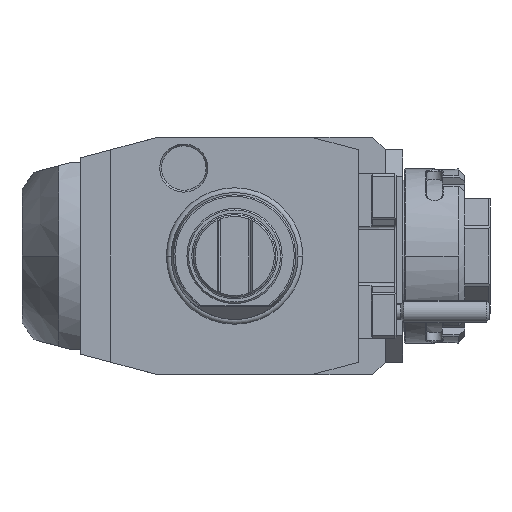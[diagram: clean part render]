
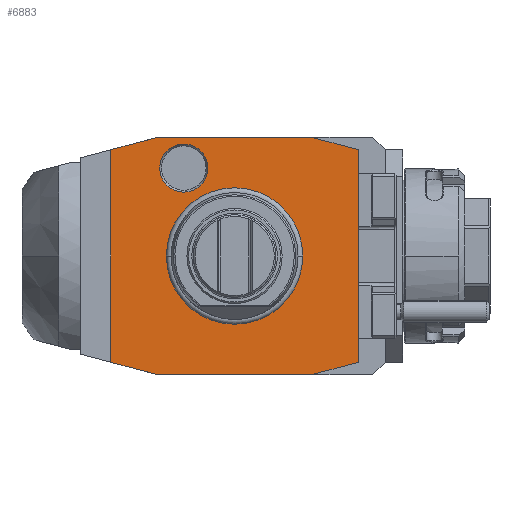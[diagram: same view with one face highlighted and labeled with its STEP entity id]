
A CAD part, front view. The second image highlights one B-rep face of the part: STEP entity #6883.
In plain terms, the highlighted planar face has unit normal (0, -1, 0).
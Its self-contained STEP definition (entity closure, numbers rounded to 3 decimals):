
#1=DIRECTION('',(1.,0.,0.));
#2=VECTOR('',#1,48.);
#3=CARTESIAN_POINT('',(-24.,0.,-37.5));
#4=LINE('',#3,#2);
#5=DIRECTION('',(0.966,0.,-0.259));
#6=VECTOR('',#5,15.529);
#7=CARTESIAN_POINT('',(-39.,0.,-33.481));
#8=LINE('',#7,#6);
#9=DIRECTION('',(0.,0.,-1.));
#10=VECTOR('',#9,66.962);
#11=CARTESIAN_POINT('',(-39.,0.,33.481));
#12=LINE('',#11,#10);
#13=DIRECTION('',(-0.966,0.,-0.259));
#14=VECTOR('',#13,15.529);
#15=CARTESIAN_POINT('',(-24.,0.,37.5));
#16=LINE('',#15,#14);
#17=DIRECTION('',(-1.,0.,0.));
#18=VECTOR('',#17,48.);
#19=CARTESIAN_POINT('',(24.,0.,37.5));
#20=LINE('',#19,#18);
#21=DIRECTION('',(-0.966,0.,0.259));
#22=VECTOR('',#21,15.529);
#23=CARTESIAN_POINT('',(39.,0.,33.481));
#24=LINE('',#23,#22);
#25=DIRECTION('',(0.,0.,1.));
#26=VECTOR('',#25,66.962);
#27=CARTESIAN_POINT('',(39.,0.,-33.481));
#28=LINE('',#27,#26);
#29=DIRECTION('',(0.966,0.,0.259));
#30=VECTOR('',#29,15.529);
#31=CARTESIAN_POINT('',(24.,0.,-37.5));
#32=LINE('',#31,#30);
#33=CARTESIAN_POINT('',(-16.,0.,27.713));
#34=DIRECTION('',(0.,1.,0.));
#35=DIRECTION('',(1.,0.,0.));
#36=AXIS2_PLACEMENT_3D('',#33,#34,#35);
#38=CARTESIAN_POINT('',(-16.,0.,27.713));
#39=DIRECTION('',(0.,1.,0.));
#40=DIRECTION('',(-1.,0.,0.));
#41=AXIS2_PLACEMENT_3D('',#38,#39,#40);
#3793=CARTESIAN_POINT('',(0.,0.,0.));
#3794=DIRECTION('',(0.,-1.,0.));
#3795=DIRECTION('',(1.,0.,0.));
#3796=AXIS2_PLACEMENT_3D('',#3793,#3794,#3795);
#3798=CARTESIAN_POINT('',(0.,0.,0.));
#3799=DIRECTION('',(0.,-1.,0.));
#3800=DIRECTION('',(-1.,0.,0.));
#3801=AXIS2_PLACEMENT_3D('',#3798,#3799,#3800);
#6028=CARTESIAN_POINT('',(-8.423,0.,
27.713));
#6029=CARTESIAN_POINT('',(-23.577,0.,
27.713));
#6030=VERTEX_POINT('',#6028);
#6031=VERTEX_POINT('',#6029);
#6685=CARTESIAN_POINT('',(-24.,0.,-37.5));
#6686=CARTESIAN_POINT('',(24.,0.,-37.5));
#6687=VERTEX_POINT('',#6685);
#6688=VERTEX_POINT('',#6686);
#6689=CARTESIAN_POINT('',(39.,0.,-33.481));
#6690=CARTESIAN_POINT('',(39.,0.,33.481));
#6691=VERTEX_POINT('',#6689);
#6692=VERTEX_POINT('',#6690);
#6693=CARTESIAN_POINT('',(24.,0.,37.5));
#6694=VERTEX_POINT('',#6693);
#6695=CARTESIAN_POINT('',(-24.,0.,37.5));
#6696=VERTEX_POINT('',#6695);
#6697=CARTESIAN_POINT('',(-39.,0.,33.481));
#6698=VERTEX_POINT('',#6697);
#6699=CARTESIAN_POINT('',(-39.,0.,-33.481));
#6700=VERTEX_POINT('',#6699);
#6737=CARTESIAN_POINT('',(21.137,0.,0.));
#6738=CARTESIAN_POINT('',(-21.137,0.,0.));
#6739=VERTEX_POINT('',#6737);
#6740=VERTEX_POINT('',#6738);
#6848=CARTESIAN_POINT('',(0.,0.,0.));
#6849=DIRECTION('',(0.,-1.,0.));
#6850=DIRECTION('',(-1.,0.,0.));
#6851=AXIS2_PLACEMENT_3D('',#6848,#6849,#6850);
#6852=PLANE('',#6851);
#6854=ORIENTED_EDGE('',*,*,#6853,.F.);
#6856=ORIENTED_EDGE('',*,*,#6855,.F.);
#6858=ORIENTED_EDGE('',*,*,#6857,.F.);
#6860=ORIENTED_EDGE('',*,*,#6859,.F.);
#6862=ORIENTED_EDGE('',*,*,#6861,.F.);
#6864=ORIENTED_EDGE('',*,*,#6863,.F.);
#6866=ORIENTED_EDGE('',*,*,#6865,.F.);
#6868=ORIENTED_EDGE('',*,*,#6867,.F.);
#6869=EDGE_LOOP('',(#6854,#6856,#6858,#6860,#6862,#6864,#6866,#6868));
#6870=FACE_OUTER_BOUND('',#6869,.F.);
#6872=ORIENTED_EDGE('',*,*,#6871,.T.);
#6874=ORIENTED_EDGE('',*,*,#6873,.T.);
#6875=EDGE_LOOP('',(#6872,#6874));
#6876=FACE_BOUND('',#6875,.F.);
#6878=ORIENTED_EDGE('',*,*,#6877,.F.);
#6880=ORIENTED_EDGE('',*,*,#6879,.F.);
#6881=EDGE_LOOP('',(#6878,#6880));
#6882=FACE_BOUND('',#6881,.F.);
#37=CIRCLE('',#36,7.577);
#42=CIRCLE('',#41,7.577);
#3797=CIRCLE('',#3796,21.137);
#3802=CIRCLE('',#3801,21.137);
#6853=EDGE_CURVE('',#6687,#6688,#4,.T.);
#6855=EDGE_CURVE('',#6700,#6687,#8,.T.);
#6857=EDGE_CURVE('',#6698,#6700,#12,.T.);
#6859=EDGE_CURVE('',#6696,#6698,#16,.T.);
#6861=EDGE_CURVE('',#6694,#6696,#20,.T.);
#6863=EDGE_CURVE('',#6692,#6694,#24,.T.);
#6865=EDGE_CURVE('',#6691,#6692,#28,.T.);
#6867=EDGE_CURVE('',#6688,#6691,#32,.T.);
#6871=EDGE_CURVE('',#6739,#6740,#3797,.T.);
#6873=EDGE_CURVE('',#6740,#6739,#3802,.T.);
#6877=EDGE_CURVE('',#6030,#6031,#37,.T.);
#6879=EDGE_CURVE('',#6031,#6030,#42,.T.);
#6883=ADVANCED_FACE('',(#6870,#6876,#6882),#6852,.T.);
